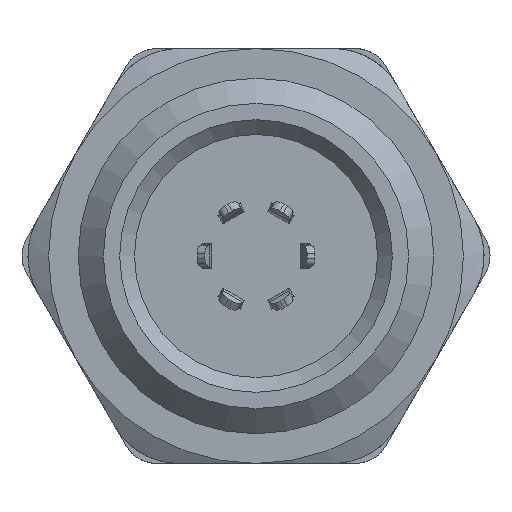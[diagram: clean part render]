
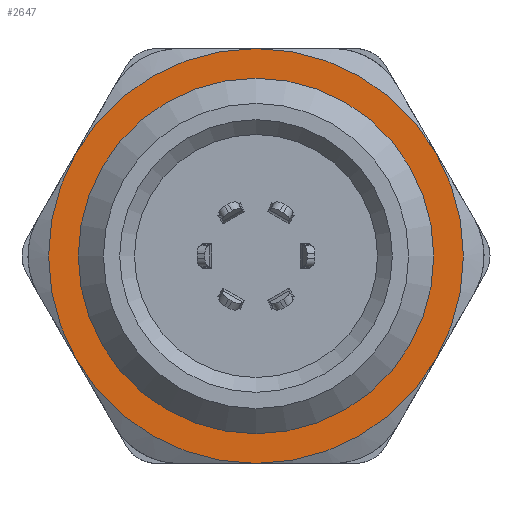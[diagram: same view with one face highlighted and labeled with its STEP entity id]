
A CAD part, front view. The second image highlights one B-rep face of the part: STEP entity #2647.
In plain terms, the highlighted planar face has unit normal (0, -1, 0).
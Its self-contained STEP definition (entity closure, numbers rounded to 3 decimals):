
#240=FACE_BOUND('',#528,.T.);
#365=FACE_OUTER_BOUND('',#527,.T.);
#527=EDGE_LOOP('',(#2190,#2191,#2192,#2193,#2194,#2195));
#528=EDGE_LOOP('',(#2196));
#934=CIRCLE('',#2828,6.);
#961=CIRCLE('',#2886,7.);
#962=CIRCLE('',#2887,7.);
#963=CIRCLE('',#2888,7.);
#964=CIRCLE('',#2889,7.);
#965=CIRCLE('',#2890,7.);
#966=CIRCLE('',#2891,7.);
#1132=VERTEX_POINT('',#5390);
#1168=VERTEX_POINT('',#5599);
#1169=VERTEX_POINT('',#5600);
#1170=VERTEX_POINT('',#5602);
#1171=VERTEX_POINT('',#5604);
#1172=VERTEX_POINT('',#5606);
#1173=VERTEX_POINT('',#5608);
#1451=EDGE_CURVE('',#1132,#1132,#934,.T.);
#1515=EDGE_CURVE('',#1168,#1169,#961,.T.);
#1516=EDGE_CURVE('',#1169,#1170,#962,.T.);
#1517=EDGE_CURVE('',#1170,#1171,#963,.T.);
#1518=EDGE_CURVE('',#1171,#1172,#964,.T.);
#1519=EDGE_CURVE('',#1172,#1173,#965,.T.);
#1520=EDGE_CURVE('',#1173,#1168,#966,.T.);
#2190=ORIENTED_EDGE('',*,*,#1515,.T.);
#2191=ORIENTED_EDGE('',*,*,#1516,.T.);
#2192=ORIENTED_EDGE('',*,*,#1517,.T.);
#2193=ORIENTED_EDGE('',*,*,#1518,.T.);
#2194=ORIENTED_EDGE('',*,*,#1519,.T.);
#2195=ORIENTED_EDGE('',*,*,#1520,.T.);
#2196=ORIENTED_EDGE('',*,*,#1451,.T.);
#2368=PLANE('',#2885);
#2647=ADVANCED_FACE('',(#365,#240),#2368,.T.);
#2828=AXIS2_PLACEMENT_3D('',#5391,#3318,#3319);
#2885=AXIS2_PLACEMENT_3D('',#5598,#3451,#3452);
#2886=AXIS2_PLACEMENT_3D('',#5601,#3453,#3454);
#2887=AXIS2_PLACEMENT_3D('',#5603,#3455,#3456);
#2888=AXIS2_PLACEMENT_3D('',#5605,#3457,#3458);
#2889=AXIS2_PLACEMENT_3D('',#5607,#3459,#3460);
#2890=AXIS2_PLACEMENT_3D('',#5609,#3461,#3462);
#2891=AXIS2_PLACEMENT_3D('',#5610,#3463,#3464);
#3318=DIRECTION('center_axis',(0.,1.,0.));
#3319=DIRECTION('ref_axis',(-1.,0.,0.));
#3451=DIRECTION('center_axis',(0.,-1.,0.));
#3452=DIRECTION('ref_axis',(-1.,0.,0.));
#3453=DIRECTION('center_axis',(0.,-1.,0.));
#3454=DIRECTION('ref_axis',(0.,0.,-1.));
#3455=DIRECTION('center_axis',(0.,-1.,0.));
#3456=DIRECTION('ref_axis',(0.,0.,-1.));
#3457=DIRECTION('center_axis',(0.,-1.,0.));
#3458=DIRECTION('ref_axis',(0.,0.,-1.));
#3459=DIRECTION('center_axis',(0.,-1.,0.));
#3460=DIRECTION('ref_axis',(0.,0.,-1.));
#3461=DIRECTION('center_axis',(0.,-1.,0.));
#3462=DIRECTION('ref_axis',(0.,0.,-1.));
#3463=DIRECTION('center_axis',(0.,-1.,0.));
#3464=DIRECTION('ref_axis',(0.,0.,-1.));
#5390=CARTESIAN_POINT('',(2.901,-0.573,0.));
#5391=CARTESIAN_POINT('Origin',(-3.099,-0.573,0.));
#5598=CARTESIAN_POINT('Origin',(-3.099,-0.573,5.25));
#5599=CARTESIAN_POINT('',(-3.099,-0.573,7.));
#5600=CARTESIAN_POINT('',(-9.161,-0.573,3.5));
#5601=CARTESIAN_POINT('Origin',(-3.099,-0.573,0.));
#5602=CARTESIAN_POINT('',(-9.161,-0.573,-3.5));
#5603=CARTESIAN_POINT('Origin',(-3.099,-0.573,0.));
#5604=CARTESIAN_POINT('',(-3.099,-0.573,-7.));
#5605=CARTESIAN_POINT('Origin',(-3.099,-0.573,0.));
#5606=CARTESIAN_POINT('',(2.963,-0.573,-3.5));
#5607=CARTESIAN_POINT('Origin',(-3.099,-0.573,0.));
#5608=CARTESIAN_POINT('',(2.963,-0.573,3.5));
#5609=CARTESIAN_POINT('Origin',(-3.099,-0.573,0.));
#5610=CARTESIAN_POINT('Origin',(-3.099,-0.573,0.));
